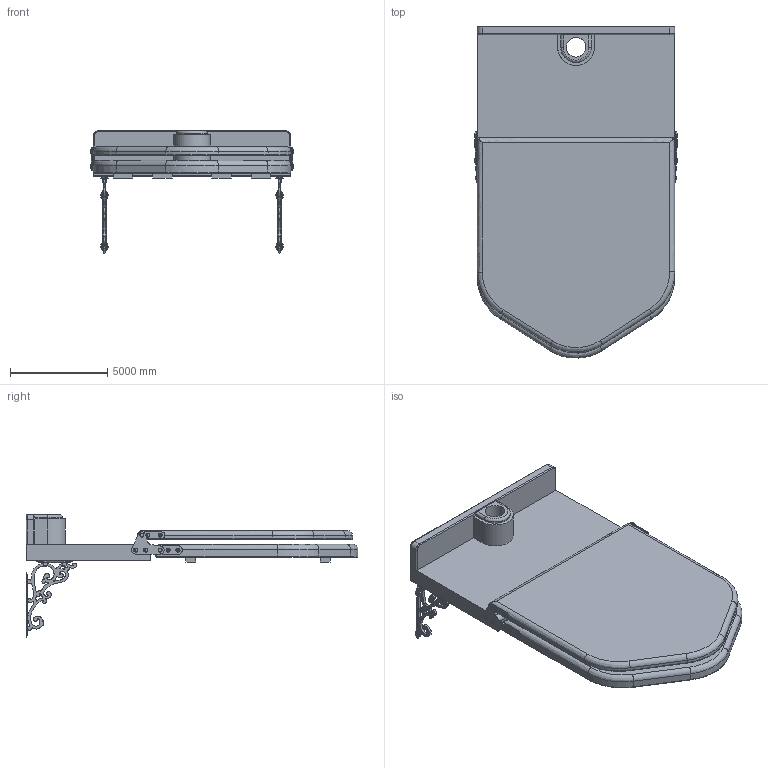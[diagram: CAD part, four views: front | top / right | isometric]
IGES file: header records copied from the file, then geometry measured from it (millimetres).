
Global section: file name: S14S15 - B; native system: AutoCAD 2016 - English; preprocessor: Autodesk Translation Framework DWG producer (atf_dwg_producer); organization: unknown; date: 20161016.193009; units: inch
Bounding box: 10464.94 x 17089.9 x 6303.4 mm (x, y, z)
Volume: 151986372689.5 mm3; surface area: 629778120.5 mm2
Topology: 121 solids, 121 shells, 1208 faces, 2810 edges, 1842 vertices
Faces by surface type: bspline 1208
